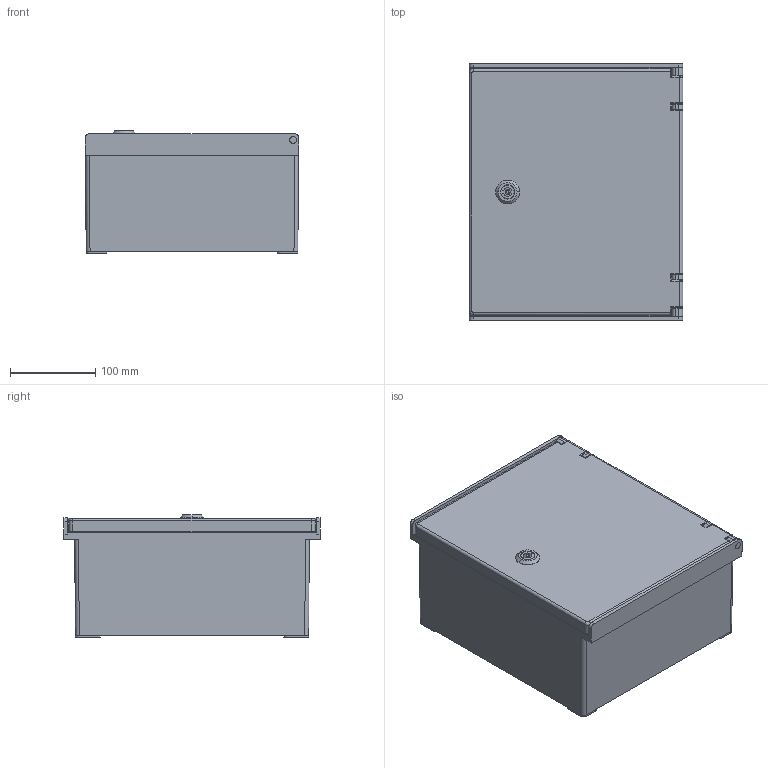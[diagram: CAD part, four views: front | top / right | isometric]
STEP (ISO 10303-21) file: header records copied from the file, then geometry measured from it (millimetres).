
FILE_DESCRIPTION (( 'STEP AP214' ), '1' );
FILE_NAME ('PS-2530.STEP', '2011-05-17T14:20:11', ( '' ), ( '' ), 'SwSTEP 2.0', 'SolidWorks 2010', '' );
FILE_SCHEMA (( 'AUTOMOTIVE_DESIGN' ));
Length unit declared in the file: millimetre
Products named in the file (12): ENG-110515_10PS-2530; ENG-110620; ENG-110516_32PS-2530; ENG-110518_250 x 300; ENG-029516_245; ENG-012226; ENG-20060704100; ENG-029515; ENG-012225; ENG-029520; ENG-029550; PS-2530
Assembly tree (12 placements, depth 4):
  PS-2530
    ENG-110515_10PS-2530
    ENG-110620
      ENG-110516_32PS-2530
      ENG-110518_250 x 300
      ENG-029516_245
        ENG-012226
        ENG-20060704100
        ENG-029515
        ENG-012225
      ENG-029550
      ENG-029520  x2
Bounding box: 250 x 300 x 143 mm (x, y, z)
Volume: 1155728.7 mm3; surface area: 752918.4 mm2
Topology: 12 solids, 12 shells, 1478 faces, 3697 edges, 2261 vertices
Faces by surface type: plane 614, cylinder 497, bspline 183, cone 112, torus 60, sphere 12
Entity records: 51777 total; most frequent: CARTESIAN_POINT 14349, ORIENTED_EDGE 7162, DIRECTION 7000, EDGE_CURVE 3581, AXIS2_PLACEMENT_3D 2523, VERTEX_POINT 2243, VECTOR 1954, LINE 1954
